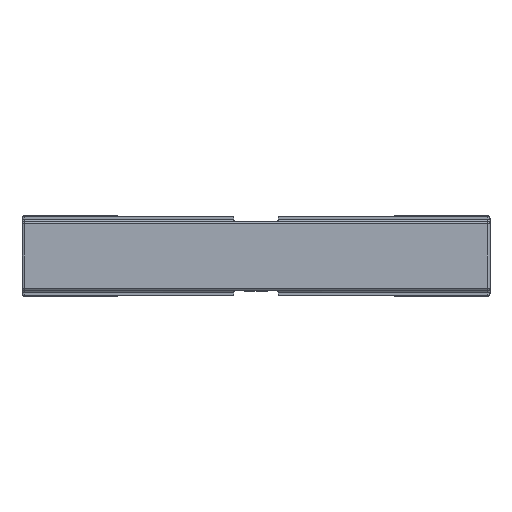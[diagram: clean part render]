
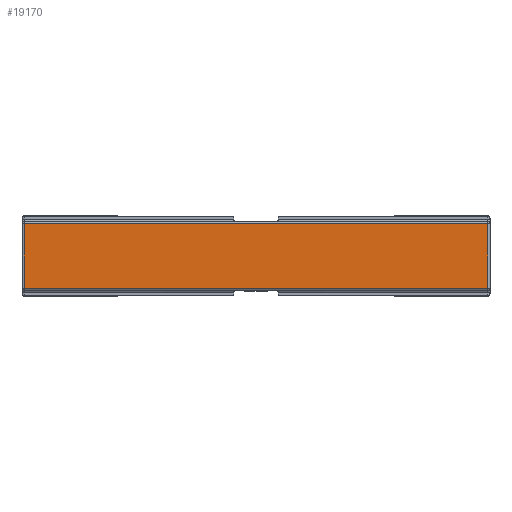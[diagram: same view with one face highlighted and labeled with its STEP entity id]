
A CAD part, left-side view. The second image highlights one B-rep face of the part: STEP entity #19170.
In plain terms, the highlighted planar face has unit normal (-1, 0, 0).
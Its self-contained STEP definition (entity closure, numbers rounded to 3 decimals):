
#67 = DIRECTION ( 'NONE',  ( 0., -1., 0. ) ) ;
#559 = CARTESIAN_POINT ( 'NONE',  ( -4.05, 5.2, -0.725 ) ) ;
#1739 = AXIS2_PLACEMENT_3D ( 'NONE', #10873, #14019, #14443 ) ;
#2333 = CARTESIAN_POINT ( 'NONE',  ( -4.05, 5.2, 0.725 ) ) ;
#2418 = DIRECTION ( 'NONE',  ( 0., 1., 0. ) ) ;
#2436 = DIRECTION ( 'NONE',  ( 0., 0., 1. ) ) ;
#2578 = EDGE_LOOP ( 'NONE', ( #11809, #12196, #14589, #11452 ) ) ;
#2890 = VECTOR ( 'NONE', #18183, 1000. ) ;
#5759 = CARTESIAN_POINT ( 'NONE',  ( -4.05, -5.2, 0.775 ) ) ;
#7779 = EDGE_CURVE ( 'NONE', #19515, #18564, #11787, .T. ) ;
#8249 = EDGE_CURVE ( 'NONE', #18564, #18570, #15157, .T. ) ;
#8329 = VECTOR ( 'NONE', #2436, 1000. ) ;
#8870 = LINE ( 'NONE', #5759, #8329 ) ;
#10873 = CARTESIAN_POINT ( 'NONE',  ( -4.05, 5.25, 0.775 ) ) ;
#11164 = VECTOR ( 'NONE', #2418, 1000. ) ;
#11275 = FACE_OUTER_BOUND ( 'NONE', #2578, .T. ) ;
#11430 = VECTOR ( 'NONE', #67, 1000. ) ;
#11452 = ORIENTED_EDGE ( 'NONE', *, *, #18645, .T. ) ;
#11787 = LINE ( 'NONE', #11992, #11164 ) ;
#11809 = ORIENTED_EDGE ( 'NONE', *, *, #7779, .T. ) ;
#11992 = CARTESIAN_POINT ( 'NONE',  ( -4.05, 5.25, 0.725 ) ) ;
#12196 = ORIENTED_EDGE ( 'NONE', *, *, #8249, .T. ) ;
#12900 = LINE ( 'NONE', #14580, #11430 ) ;
#13162 = CARTESIAN_POINT ( 'NONE',  ( -4.05, 5.2, 0.775 ) ) ;
#13870 = VERTEX_POINT ( 'NONE', #20096 ) ;
#14019 = DIRECTION ( 'NONE',  ( 1., 0., 0. ) ) ;
#14443 = DIRECTION ( 'NONE',  ( 0., 0., -1. ) ) ;
#14580 = CARTESIAN_POINT ( 'NONE',  ( -4.05, 5.25, -0.725 ) ) ;
#14589 = ORIENTED_EDGE ( 'NONE', *, *, #19964, .T. ) ;
#15157 = LINE ( 'NONE', #13162, #2890 ) ;
#15804 = PLANE ( 'NONE',  #1739 ) ;
#18183 = DIRECTION ( 'NONE',  ( 0., 0., -1. ) ) ;
#18564 = VERTEX_POINT ( 'NONE', #2333 ) ;
#18570 = VERTEX_POINT ( 'NONE', #559 ) ;
#18645 = EDGE_CURVE ( 'NONE', #13870, #19515, #8870, .T. ) ;
#19170 = ADVANCED_FACE ( 'NONE', ( #11275 ), #15804, .F. ) ;
#19515 = VERTEX_POINT ( 'NONE', #19734 ) ;
#19734 = CARTESIAN_POINT ( 'NONE',  ( -4.05, -5.2, 0.725 ) ) ;
#19964 = EDGE_CURVE ( 'NONE', #18570, #13870, #12900, .T. ) ;
#20096 = CARTESIAN_POINT ( 'NONE',  ( -4.05, -5.2, -0.725 ) ) ;
